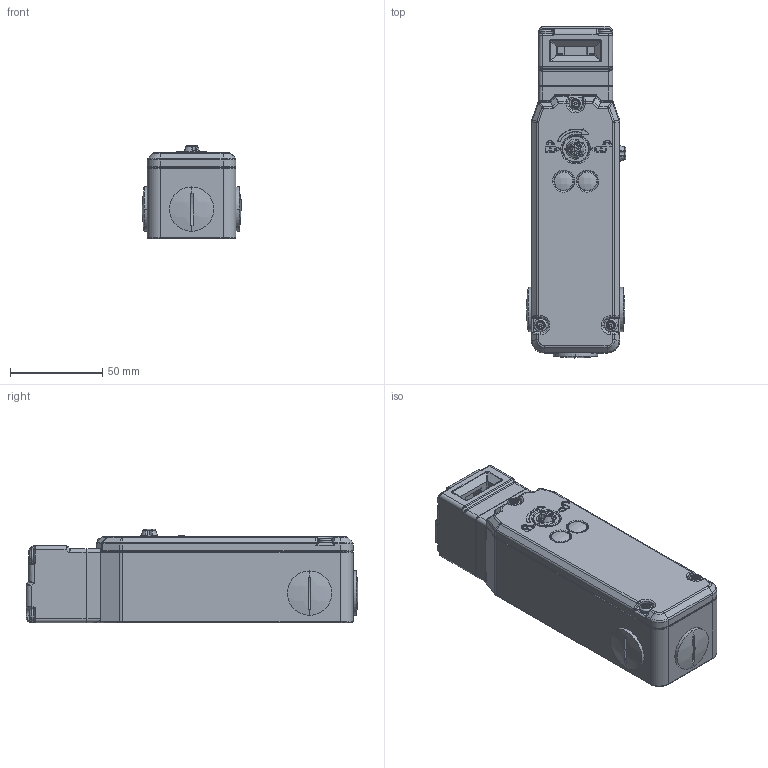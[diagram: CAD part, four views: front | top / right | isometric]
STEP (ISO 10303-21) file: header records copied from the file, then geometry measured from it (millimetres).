
FILE_DESCRIPTION (( 'STEP AP214' ), '1' );
FILE_NAME ('KL3-SS-205002.step', '2017-09-27T14:53:22', ( '' ), ( '' ), 'SwSTEP 2.0', 'SolidWorks 2017', '' );
FILE_SCHEMA (( 'AUTOMOTIVE_DESIGN' ));
Length unit declared in the file: inch
Products named in the file (1): KL3-SS-205002
Bounding box: 53.79 x 179.69 x 50.5 mm (x, y, z)
Volume: 132311.3 mm3; surface area: 91282 mm2
Topology: 19 solids, 19 shells, 3255 faces, 7818 edges, 4507 vertices
Faces by surface type: cylinder 1350, bspline 921, plane 757, cone 227
Entity records: 116256 total; most frequent: CARTESIAN_POINT 46107, ORIENTED_EDGE 15284, DIRECTION 14189, EDGE_CURVE 7642, AXIS2_PLACEMENT_3D 5608, VERTEX_POINT 4506, EDGE_LOOP 3392, CIRCLE 3273
